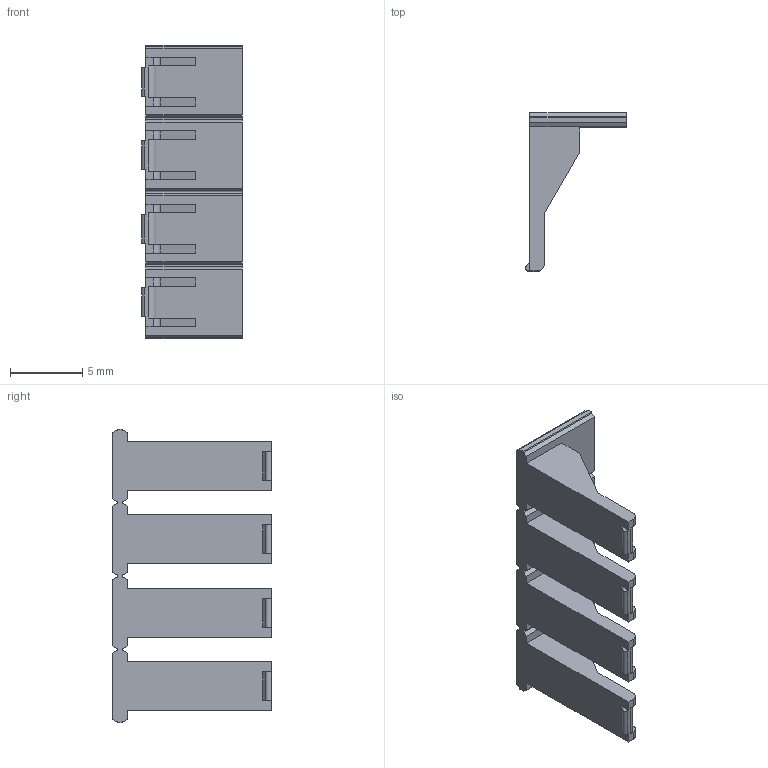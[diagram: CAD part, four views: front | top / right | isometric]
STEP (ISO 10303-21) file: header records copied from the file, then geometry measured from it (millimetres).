
FILE_DESCRIPTION(/* description */ (''),/* implementation_level */ '2;1');
FILE_NAME(/* name */ '3706_ZAD25_4_B_iso.stp',/* time_stamp */ '2011-08-04T15:35:28+02:00',/* author */ (''),/* organization */ (''),/* preprocessor_version */ 'ST-DEVELOPER v11',/* originating_system */ 'SIEMENS UGS NX 6.0',/* authorisation */ '');
FILE_SCHEMA (('CONFIG_CONTROL_DESIGN'));
Length unit declared in the file: millimetre
Products named in the file (1): 3706_ZAD25_4_B_iso
Bounding box: 7 x 11 x 20.4 mm (x, y, z)
Volume: 286.7 mm3; surface area: 856.1 mm2
Topology: 1 solids, 1 shells, 114 faces, 336 edges, 224 vertices
Faces by surface type: plane 88, cylinder 26
Entity records: 3858 total; most frequent: CARTESIAN_POINT 675, ORIENTED_EDGE 672, DIRECTION 618, EDGE_CURVE 336, LINE 284, VECTOR 284, VERTEX_POINT 224, AXIS2_PLACEMENT_3D 167
